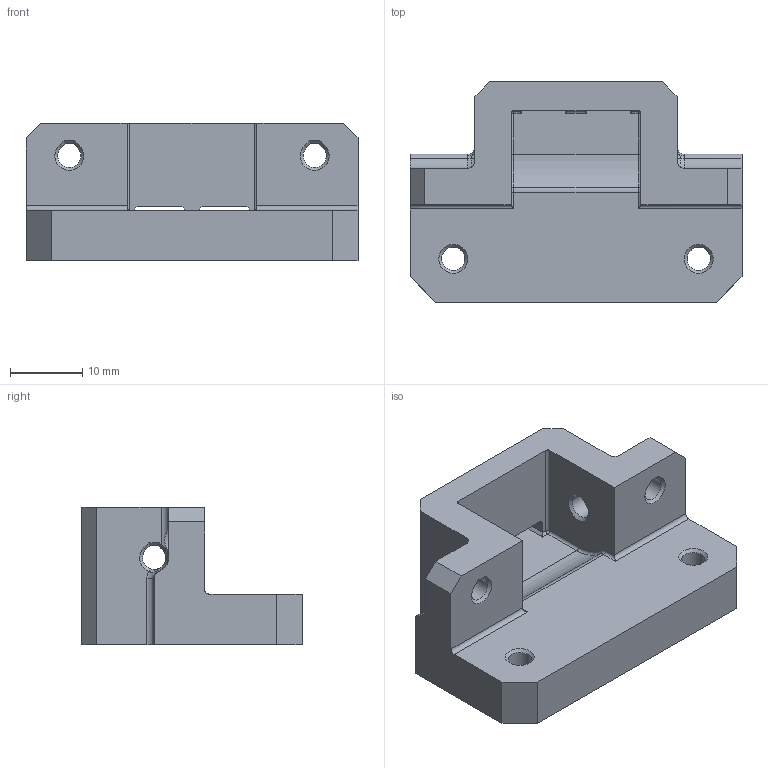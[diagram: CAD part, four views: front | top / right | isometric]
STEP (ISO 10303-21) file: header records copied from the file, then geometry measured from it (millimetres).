
FILE_DESCRIPTION(/* description */ (''),/* implementation_level */ '2;1');
FILE_NAME(/* name */ 'XZIdlerMount v15.step',/* time_stamp */ '2025-04-20T18:25:14+10:00',/* author */ (''),/* organization */ (''),/* preprocessor_version */ 'ST-DEVELOPER v20.1',/* originating_system */ 'Autodesk Translation Framework v14.4.0.0',/* authorisation */ '');
FILE_SCHEMA (('AUTOMOTIVE_DESIGN { 1 0 10303 214 3 1 1 }'));
Length unit declared in the file: millimetre
Products named in the file (1): XZIdlerMount
Bounding box: 46 x 30.5 x 19 mm (x, y, z)
Volume: 11656.4 mm3; surface area: 5586.4 mm2
Topology: 1 solids, 1 shells, 176 faces, 456 edges, 278 vertices
Faces by surface type: plane 101, cylinder 35, bspline 18, cone 12, torus 8, sphere 2
Full cylindrical faces by diameter (mm): 3.2 x2, 5.8 x2
Entity records: 5683 total; most frequent: CARTESIAN_POINT 1403, ORIENTED_EDGE 912, DIRECTION 840, EDGE_CURVE 456, LINE 310, VECTOR 310, VERTEX_POINT 278, AXIS2_PLACEMENT_3D 265
